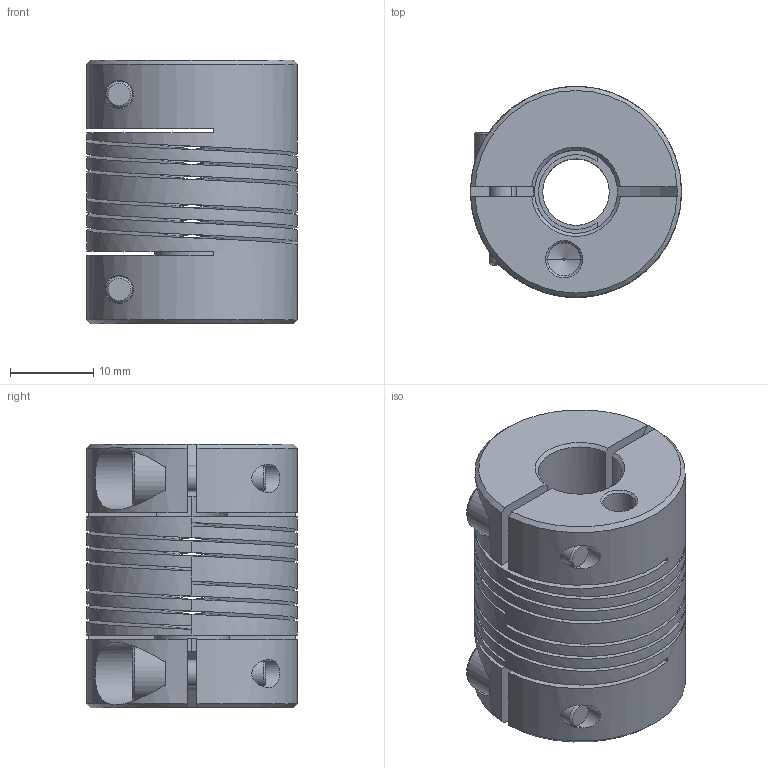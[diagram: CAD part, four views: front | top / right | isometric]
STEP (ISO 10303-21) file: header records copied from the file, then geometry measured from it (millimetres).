
FILE_DESCRIPTION((''),'2;1');
FILE_NAME('PCMR25-10-8-A','2015-09-24T',('SYSTEM'),(''),'PRO/ENGINEER BY PARAMETRIC TECHNOLOGY CORPORATION, 2015110','PRO/ENGINEER BY PARAMETRIC TECHNOLOGY CORPORATION, 2015110','');
FILE_SCHEMA(('AUTOMOTIVE_DESIGN { 1 0 10303 214 1 1 1 1 }'));
Length unit declared in the file: inch
Products named in the file (1): PCMR25-10-8-A
Bounding box: 25.4 x 25.39 x 31.75 mm (x, y, z)
Volume: 11823.7 mm3; surface area: 11495.8 mm2
Topology: 1 solids, 1 shells, 144 faces, 373 edges, 233 vertices
Faces by surface type: plane 57, cylinder 57, cone 22, bspline 8
Entity records: 7591 total; most frequent: CARTESIAN_POINT 3086, ORIENTED_EDGE 746, DIRECTION 666, EDGE_CURVE 373, AXIS2_PLACEMENT_3D 238, VERTEX_POINT 233, VECTOR 190, LINE 190
